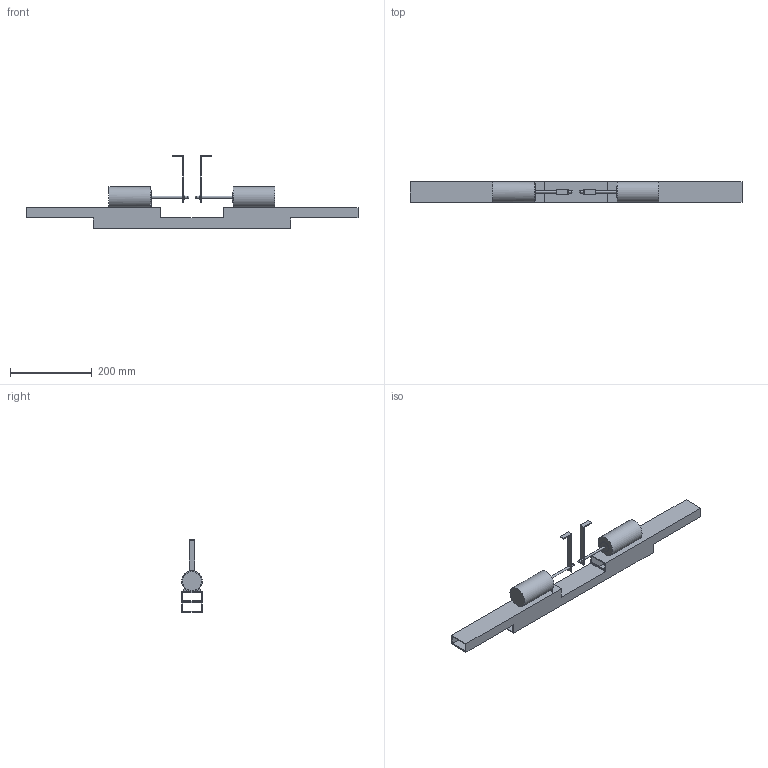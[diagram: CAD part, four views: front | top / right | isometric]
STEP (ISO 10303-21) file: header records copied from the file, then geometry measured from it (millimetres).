
FILE_DESCRIPTION(/* description */ (''),/* implementation_level */ '2;1');
FILE_NAME(/* name */ 'IntakeMechPrototype.stp',/* time_stamp */ '2019-01-19T09:05:54-08:00',/* author */ ('karan_4q59raf'),/* organization */ (''),/* preprocessor_version */ 'ST-DEVELOPER v17',/* originating_system */ 'Autodesk Inventor 2019',/* authorisation */ '');
FILE_SCHEMA (('AUTOMOTIVE_DESIGN { 1 0 10303 214 3 1 1 }'));
Length unit declared in the file: inch
Products named in the file (1): IntakeMechPrototype
Bounding box: 812.8 x 50.8 x 177.8 mm (x, y, z)
Volume: 485459.5 mm3; surface area: 368447.2 mm2
Topology: 2 solids, 4 shells, 92 faces, 227 edges, 158 vertices
Faces by surface type: plane 78, cylinder 12, sphere 2
Full cylindrical faces by diameter (mm): 5.08 x4, 20.32 x2, 25.4 x2, 45.72 x2, 50.8 x2
Entity records: 2808 total; most frequent: CARTESIAN_POINT 474, ORIENTED_EDGE 442, DIRECTION 437, EDGE_CURVE 221, LINE 191, VECTOR 191, VERTEX_POINT 148, AXIS2_PLACEMENT_3D 123
